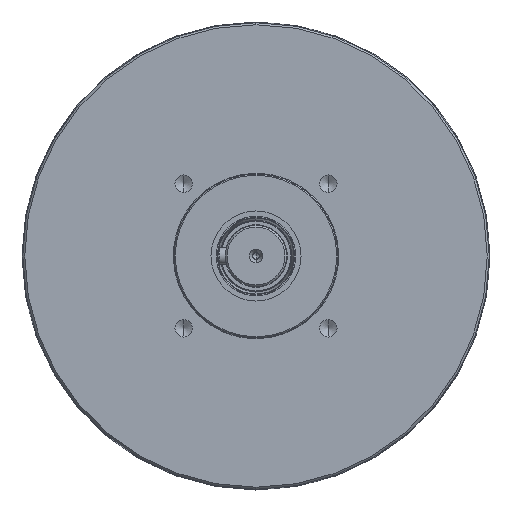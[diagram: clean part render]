
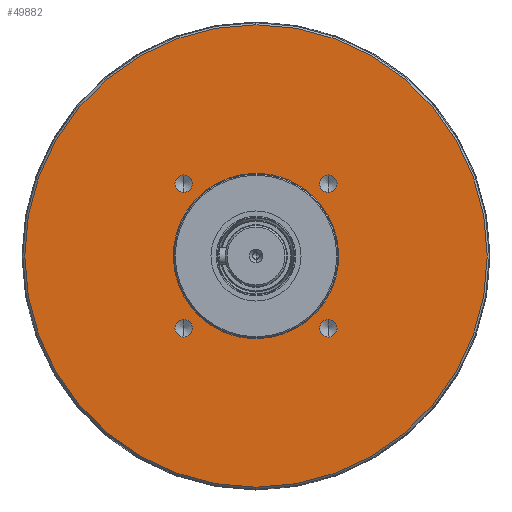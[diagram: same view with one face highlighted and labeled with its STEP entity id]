
A CAD part, left-side view. The second image highlights one B-rep face of the part: STEP entity #49882.
In plain terms, the highlighted planar face has unit normal (-1, 0, 0).
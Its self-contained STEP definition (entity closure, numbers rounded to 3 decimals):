
#652 = ORIENTED_EDGE ( 'NONE', *, *, #42850, .F. ) ;
#2238 = VERTEX_POINT ( 'NONE', #36679 ) ;
#2772 = AXIS2_PLACEMENT_3D ( 'NONE', #23266, #17781, #52178 ) ;
#3692 = CARTESIAN_POINT ( 'NONE',  ( 0., 0., -40.4 ) ) ;
#3957 = CIRCLE ( 'NONE', #2772, 4.25 ) ;
#4562 = EDGE_CURVE ( 'NONE', #53689, #70251, #33077, .T. ) ;
#4659 = CARTESIAN_POINT ( 'NONE',  ( 0., -35.355, -39.605 ) ) ;
#5498 = AXIS2_PLACEMENT_3D ( 'NONE', #49437, #71464, #15791 ) ;
#6777 = CIRCLE ( 'NONE', #32466, 4.25 ) ;
#8130 = DIRECTION ( 'NONE',  ( -1., 0., 0. ) ) ;
#8157 = DIRECTION ( 'NONE',  ( 0., 0., 1. ) ) ;
#8890 = CARTESIAN_POINT ( 'NONE',  ( 0., 35.355, 35.355 ) ) ;
#8975 = VERTEX_POINT ( 'NONE', #46858 ) ;
#9189 = DIRECTION ( 'NONE',  ( 0., 0., -1. ) ) ;
#9547 = FACE_BOUND ( 'NONE', #50781, .T. ) ;
#9714 = CARTESIAN_POINT ( 'NONE',  ( 0., 80.8, -40.4 ) ) ;
#9901 = CARTESIAN_POINT ( 'NONE',  ( 0., 113., 0. ) ) ;
#10024 = CARTESIAN_POINT ( 'NONE',  ( 0., -35.355, 31.105 ) ) ;
#10321 = ORIENTED_EDGE ( 'NONE', *, *, #71698, .F. ) ;
#11437 = CIRCLE ( 'NONE', #40703, 113. ) ;
#11872 = AXIS2_PLACEMENT_3D ( 'NONE', #9901, #43212, #9189 ) ;
#14634 = DIRECTION ( 'NONE',  ( 0., 0., 1. ) ) ;
#15791 = DIRECTION ( 'NONE',  ( 0., 0., 1. ) ) ;
#16036 = AXIS2_PLACEMENT_3D ( 'NONE', #25233, #30019, #14634 ) ;
#16153 = CARTESIAN_POINT ( 'NONE',  ( 0., 0., -40.4 ) ) ;
#16724 = CARTESIAN_POINT ( 'NONE',  ( 0., -35.355, -35.355 ) ) ;
#17781 = DIRECTION ( 'NONE',  ( -1., 0., 0. ) ) ;
#18300 = EDGE_LOOP ( 'NONE', ( #10321, #30695 ) ) ;
#18347 = VERTEX_POINT ( 'NONE', #3692 ) ;
#18885 = EDGE_CURVE ( 'NONE', #30343, #18347, #68756, .T. ) ;
#19141 = CARTESIAN_POINT ( 'NONE',  ( 0., -35.355, -31.105 ) ) ;
#19192 = CIRCLE ( 'NONE', #62503, 4.25 ) ;
#21311 = AXIS2_PLACEMENT_3D ( 'NONE', #16724, #60322, #61771 ) ;
#23266 = CARTESIAN_POINT ( 'NONE',  ( 0., 35.355, -35.355 ) ) ;
#25033 = DIRECTION ( 'NONE',  ( 1., 0., 0. ) ) ;
#25233 = CARTESIAN_POINT ( 'NONE',  ( 0., 35.355, -35.355 ) ) ;
#25385 = DIRECTION ( 'NONE',  ( 0., 0., -1. ) ) ;
#25527 = EDGE_CURVE ( 'NONE', #60711, #43451, #29512, .T. ) ;
#26017 = CARTESIAN_POINT ( 'NONE',  ( 0., -35.355, 39.605 ) ) ;
#26298 = EDGE_CURVE ( 'NONE', #2238, #8975, #28341, .T. ) ;
#26766 = CARTESIAN_POINT ( 'NONE',  ( 0., -35.355, 35.355 ) ) ;
#28341 = CIRCLE ( 'NONE', #47063, 113. ) ;
#28832 = CIRCLE ( 'NONE', #66283, 4.25 ) ;
#29101 = EDGE_CURVE ( 'NONE', #36560, #32143, #3957, .T. ) ;
#29512 = CIRCLE ( 'NONE', #21311, 4.25 ) ;
#30019 = DIRECTION ( 'NONE',  ( -1., 0., 0. ) ) ;
#30343 = VERTEX_POINT ( 'NONE', #58157 ) ;
#30695 = ORIENTED_EDGE ( 'NONE', *, *, #4562, .F. ) ;
#31865 = FACE_BOUND ( 'NONE', #49398, .T. ) ;
#32143 = VERTEX_POINT ( 'NONE', #57253 ) ;
#32466 = AXIS2_PLACEMENT_3D ( 'NONE', #68604, #35247, #8157 ) ;
#33077 = CIRCLE ( 'NONE', #35445, 4.25 ) ;
#35247 = DIRECTION ( 'NONE',  ( -1., 0., 0. ) ) ;
#35445 = AXIS2_PLACEMENT_3D ( 'NONE', #26766, #43617, #65974 ) ;
#35766 = CARTESIAN_POINT ( 'NONE',  ( 0., 35.355, 39.605 ) ) ;
#36560 = VERTEX_POINT ( 'NONE', #63103 ) ;
#36679 = CARTESIAN_POINT ( 'NONE',  ( 0., 0., 113. ) ) ;
#36706 = DIRECTION ( 'NONE',  ( -1., 0., 0. ) ) ;
#36932 = EDGE_LOOP ( 'NONE', ( #69837, #52131 ) ) ;
#36998 = EDGE_CURVE ( 'NONE', #18347, #30343, #65114, .T. ) ;
#37182 = CARTESIAN_POINT ( 'NONE',  ( 0., 0., 40.4 ) ) ;
#38475 = CARTESIAN_POINT ( 'NONE',  ( 0., -80.8, -40.4 ) ) ;
#39545 = ORIENTED_EDGE ( 'NONE', *, *, #36998, .F. ) ;
#40703 = AXIS2_PLACEMENT_3D ( 'NONE', #70099, #25033, #25385 ) ;
#41417 = CARTESIAN_POINT ( 'NONE',  ( 0., 35.355, 31.105 ) ) ;
#41781 = CIRCLE ( 'NONE', #5498, 4.25 ) ;
#41803 = DIRECTION ( 'NONE',  ( 0., 0., 1. ) ) ;
#42850 = EDGE_CURVE ( 'NONE', #58850, #71936, #41781, .T. ) ;
#43212 = DIRECTION ( 'NONE',  ( 1., 0., 0. ) ) ;
#43357 = CARTESIAN_POINT ( 'NONE',  ( 0., 0., 0. ) ) ;
#43446 = EDGE_CURVE ( 'NONE', #43451, #60711, #6777, .T. ) ;
#43451 = VERTEX_POINT ( 'NONE', #19141 ) ;
#43617 = DIRECTION ( 'NONE',  ( -1., 0., 0. ) ) ;
#43746 = CARTESIAN_POINT ( 'NONE',  ( 0., 80.8, 40.4 ) ) ;
#44568 = ORIENTED_EDGE ( 'NONE', *, *, #25527, .F. ) ;
#44944 = ORIENTED_EDGE ( 'NONE', *, *, #62430, .F. ) ;
#46858 = CARTESIAN_POINT ( 'NONE',  ( 0., 0., -113. ) ) ;
#47063 = AXIS2_PLACEMENT_3D ( 'NONE', #43357, #49196, #71222 ) ;
#48780 = CIRCLE ( 'NONE', #16036, 4.25 ) ;
#49067 = CARTESIAN_POINT ( 'NONE',  ( 0., 0., 40.4 ) ) ;
#49196 = DIRECTION ( 'NONE',  ( 1., 0., 0. ) ) ;
#49398 = EDGE_LOOP ( 'NONE', ( #53797, #44944 ) ) ;
#49437 = CARTESIAN_POINT ( 'NONE',  ( 0., 35.355, 35.355 ) ) ;
#49882 = ADVANCED_FACE ( 'NONE', ( #71433, #59008, #54220, #70708, #9547, #31865 ), #59732, .F. ) ;
#50781 = EDGE_LOOP ( 'NONE', ( #63696, #652 ) ) ;
#52131 = ORIENTED_EDGE ( 'NONE', *, *, #26298, .F. ) ;
#52178 = DIRECTION ( 'NONE',  ( 0., 0., 1. ) ) ;
#53689 = VERTEX_POINT ( 'NONE', #10024 ) ;
#53797 = ORIENTED_EDGE ( 'NONE', *, *, #29101, .F. ) ;
#54220 = FACE_BOUND ( 'NONE', #58117, .T. ) ;
#54764 = CARTESIAN_POINT ( 'NONE',  ( 0., 0., -40.4 ) ) ;
#57036 = ORIENTED_EDGE ( 'NONE', *, *, #43446, .F. ) ;
#57253 = CARTESIAN_POINT ( 'NONE',  ( 0., 35.355, -39.605 ) ) ;
#57847 = ORIENTED_EDGE ( 'NONE', *, *, #18885, .F. ) ;
#58117 = EDGE_LOOP ( 'NONE', ( #57036, #44568 ) ) ;
#58157 = CARTESIAN_POINT ( 'NONE',  ( 0., 0., 40.4 ) ) ;
#58850 = VERTEX_POINT ( 'NONE', #41417 ) ;
#59008 = FACE_BOUND ( 'NONE', #62282, .T. ) ;
#59732 = PLANE ( 'NONE',  #11872 ) ;
#60322 = DIRECTION ( 'NONE',  ( -1., 0., 0. ) ) ;
#60711 = VERTEX_POINT ( 'NONE', #4659 ) ;
#61058 = EDGE_CURVE ( 'NONE', #71936, #58850, #28832, .T. ) ;
#61771 = DIRECTION ( 'NONE',  ( 0., 0., 1. ) ) ;
#62282 = EDGE_LOOP ( 'NONE', ( #39545, #57847 ) ) ;
#62430 = EDGE_CURVE ( 'NONE', #32143, #36560, #48780, .T. ) ;
#62503 = AXIS2_PLACEMENT_3D ( 'NONE', #63097, #8130, #41803 ) ;
#63097 = CARTESIAN_POINT ( 'NONE',  ( 0., -35.355, 35.355 ) ) ;
#63103 = CARTESIAN_POINT ( 'NONE',  ( 0., 35.355, -31.105 ) ) ;
#63696 = ORIENTED_EDGE ( 'NONE', *, *, #61058, .F. ) ;
#65114 =( BOUNDED_CURVE ( )  B_SPLINE_CURVE ( 3, ( #16153, #38475, #71095, #49067 ),
 .UNSPECIFIED., .F., .T. ) 
 B_SPLINE_CURVE_WITH_KNOTS ( ( 4, 4 ),
 ( 0., 1. ),
 .UNSPECIFIED. ) 
 CURVE ( )  GEOMETRIC_REPRESENTATION_ITEM ( )  RATIONAL_B_SPLINE_CURVE ( ( 1., 0.333, 0.333, 1. ) ) 
 REPRESENTATION_ITEM ( '' )  );
#65974 = DIRECTION ( 'NONE',  ( 0., 0., 1. ) ) ;
#66283 = AXIS2_PLACEMENT_3D ( 'NONE', #8890, #36706, #68709 ) ;
#68604 = CARTESIAN_POINT ( 'NONE',  ( 0., -35.355, -35.355 ) ) ;
#68709 = DIRECTION ( 'NONE',  ( 0., 0., 1. ) ) ;
#68756 =( BOUNDED_CURVE ( )  B_SPLINE_CURVE ( 3, ( #37182, #43746, #9714, #54764 ),
 .UNSPECIFIED., .F., .T. ) 
 B_SPLINE_CURVE_WITH_KNOTS ( ( 4, 4 ),
 ( 0., 1. ),
 .UNSPECIFIED. ) 
 CURVE ( )  GEOMETRIC_REPRESENTATION_ITEM ( )  RATIONAL_B_SPLINE_CURVE ( ( 1., 0.333, 0.333, 1. ) ) 
 REPRESENTATION_ITEM ( '' )  );
#69763 = EDGE_CURVE ( 'NONE', #8975, #2238, #11437, .T. ) ;
#69837 = ORIENTED_EDGE ( 'NONE', *, *, #69763, .F. ) ;
#70099 = CARTESIAN_POINT ( 'NONE',  ( 0., 0., 0. ) ) ;
#70251 = VERTEX_POINT ( 'NONE', #26017 ) ;
#70708 = FACE_BOUND ( 'NONE', #18300, .T. ) ;
#71095 = CARTESIAN_POINT ( 'NONE',  ( 0., -80.8, 40.4 ) ) ;
#71222 = DIRECTION ( 'NONE',  ( 0., 0., -1. ) ) ;
#71433 = FACE_OUTER_BOUND ( 'NONE', #36932, .T. ) ;
#71464 = DIRECTION ( 'NONE',  ( -1., 0., 0. ) ) ;
#71698 = EDGE_CURVE ( 'NONE', #70251, #53689, #19192, .T. ) ;
#71936 = VERTEX_POINT ( 'NONE', #35766 ) ;
